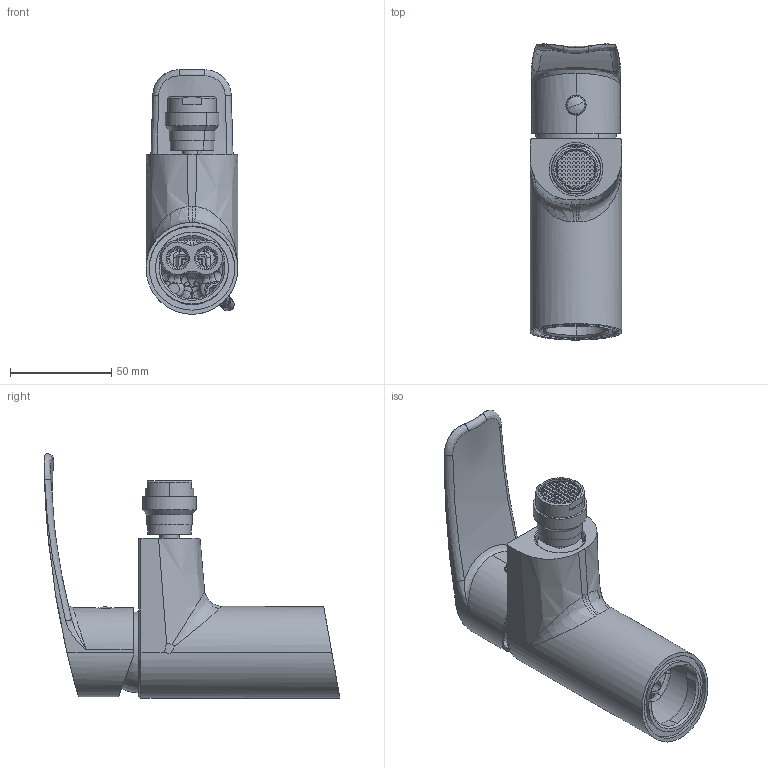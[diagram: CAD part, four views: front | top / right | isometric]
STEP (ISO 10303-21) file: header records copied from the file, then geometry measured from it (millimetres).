
FILE_DESCRIPTION (( 'STEP AP203' ), '1' );
FILE_NAME ('57BP07815.STEP', '2023-11-09T06:57:54', ( '' ), ( '' ), 'SwSTEP 2.0', 'SolidWorks 2021', '' );
FILE_SCHEMA (( 'CONFIG_CONTROL_DESIGN' ));
Length unit declared in the file: millimetre
Products named in the file (1): 57BP07815
Bounding box: 45.31 x 145.98 x 120.64 mm (x, y, z)
Volume: 96118.9 mm3; surface area: 78656.1 mm2
Topology: 10 solids, 10 shells, 1518 faces, 4083 edges, 2636 vertices
Faces by surface type: plane 979, cylinder 235, bspline 220, cone 65, torus 11, sphere 8
Entity records: 70814 total; most frequent: CARTESIAN_POINT 34460, ORIENTED_EDGE 8126, DIRECTION 6522, EDGE_CURVE 4063, VECTOR 2750, LINE 2750, VERTEX_POINT 2633, AXIS2_PLACEMENT_3D 1886
